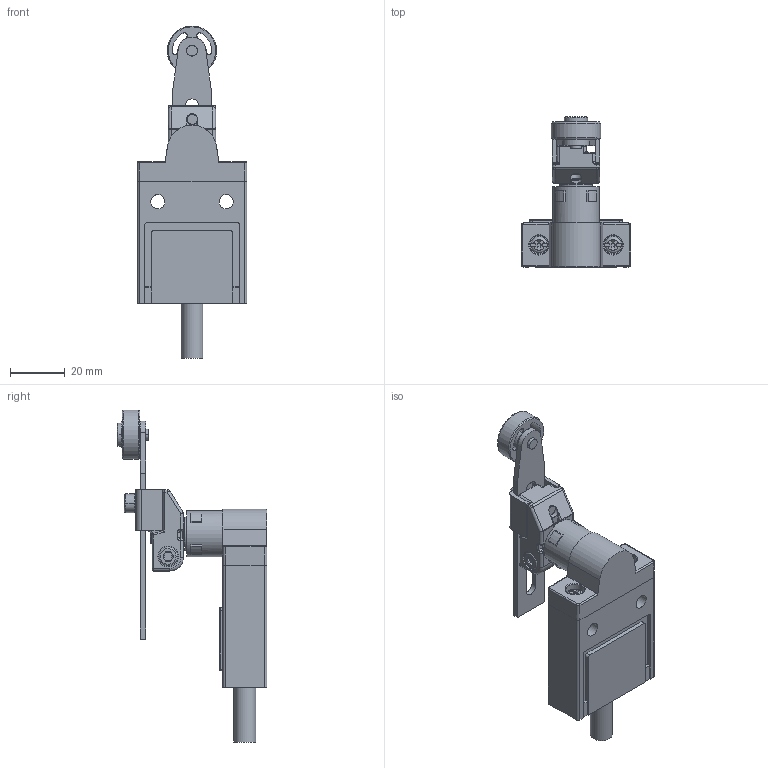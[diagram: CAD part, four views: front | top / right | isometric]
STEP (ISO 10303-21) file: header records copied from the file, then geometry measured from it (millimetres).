
FILE_DESCRIPTION(/* description */ (''),/* implementation_level */ '2;1');
FILE_NAME(/* name */ 'CDLX6HM-3108.stp',/* time_stamp */ '2025-01-04T08:19:20+08:00',/* author */ (''),/* organization */ (''),/* preprocessor_version */ 'ST-DEVELOPER v16.7',/* originating_system */ 'SIEMENS PLM Software NX 12.0',/* authorisation */ '');
FILE_SCHEMA (('AUTOMOTIVE_DESIGN { 1 0 10303 214 3 1 1 1 }'));
Length unit declared in the file: millimetre
Products named in the file (1): Admi4070FB4Ajeou
Bounding box: 40 x 54.6 x 121.03 mm (x, y, z)
Volume: 44457.9 mm3; surface area: 32784.7 mm2
Topology: 20 solids, 20 shells, 1093 faces, 2834 edges, 1804 vertices
Faces by surface type: cylinder 457, plane 450, bspline 87, torus 51, cone 26, sphere 20, extrusion 2
Full cylindrical faces by diameter (mm): 2.9 x1, 3 x3, 3.3 x1, 3.5 x2, 4 x4, 4.3 x1, 5 x3, 5.2 x2, 5.6 x2, 6 x3, 6.8 x2, 7.2 x1, 7.5 x3, 8 x2, 8.6 x1, 9 x3, 9.1 x2, 9.7 x2, 9.9 x1, 10 x3, 10.8 x1, 11 x1, 12 x1, 12.3 x1, 12.6 x1, 15 x1, 16.8 x1, 18 x1
Entity records: 47851 total; most frequent: CARTESIAN_POINT 21743, ORIENTED_EDGE 5400, DIRECTION 5301, EDGE_CURVE 2700, AXIS2_PLACEMENT_3D 2014, VERTEX_POINT 1775, VECTOR 1273, LINE 1271
